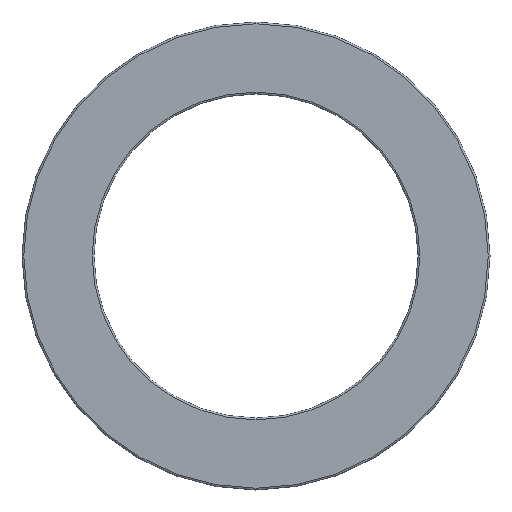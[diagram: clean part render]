
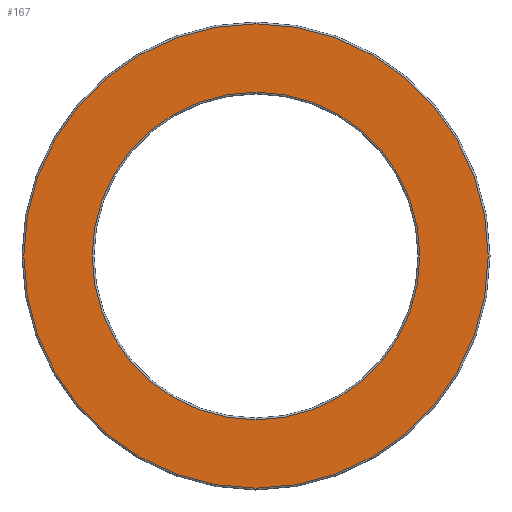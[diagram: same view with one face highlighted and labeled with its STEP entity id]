
A CAD part, left-side view. The second image highlights one B-rep face of the part: STEP entity #167.
In plain terms, the highlighted planar face has unit normal (-1, 0, 0).
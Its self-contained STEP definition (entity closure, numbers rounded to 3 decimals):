
#19 = DIRECTION ( 'NONE',  ( 1., 0., 0. ) ) ;
#21 = CIRCLE ( 'NONE', #243, 9.1 ) ;
#24 = DIRECTION ( 'NONE',  ( 1., 0., 0. ) ) ;
#25 = AXIS2_PLACEMENT_3D ( 'NONE', #315, #264, #245 ) ;
#40 = VERTEX_POINT ( 'NONE', #151 ) ;
#48 = CIRCLE ( 'NONE', #305, 12.9 ) ;
#63 = EDGE_CURVE ( 'NONE', #112, #266, #307, .T. ) ;
#70 = ORIENTED_EDGE ( 'NONE', *, *, #63, .T. ) ;
#94 = ORIENTED_EDGE ( 'NONE', *, *, #248, .T. ) ;
#104 = ORIENTED_EDGE ( 'NONE', *, *, #224, .T. ) ;
#111 = CARTESIAN_POINT ( 'NONE',  ( 0., 0., 9.1 ) ) ;
#112 = VERTEX_POINT ( 'NONE', #274 ) ;
#124 = VERTEX_POINT ( 'NONE', #333 ) ;
#127 = CARTESIAN_POINT ( 'NONE',  ( 0., 9., 0. ) ) ;
#129 = AXIS2_PLACEMENT_3D ( 'NONE', #158, #24, #321 ) ;
#149 = FACE_OUTER_BOUND ( 'NONE', #156, .T. ) ;
#151 = CARTESIAN_POINT ( 'NONE',  ( 0., 0., -12.9 ) ) ;
#156 = EDGE_LOOP ( 'NONE', ( #317, #94 ) ) ;
#158 = CARTESIAN_POINT ( 'NONE',  ( 0., 0., 0. ) ) ;
#167 = ADVANCED_FACE ( 'NONE', ( #149, #280 ), #254, .F. ) ;
#183 = DIRECTION ( 'NONE',  ( -1., 0., 0. ) ) ;
#184 = DIRECTION ( 'NONE',  ( 1., 0., 0. ) ) ;
#203 = AXIS2_PLACEMENT_3D ( 'NONE', #127, #19, #259 ) ;
#213 = CARTESIAN_POINT ( 'NONE',  ( 0., 0., 0. ) ) ;
#224 = EDGE_CURVE ( 'NONE', #266, #112, #21, .T. ) ;
#227 = CIRCLE ( 'NONE', #25, 12.9 ) ;
#243 = AXIS2_PLACEMENT_3D ( 'NONE', #213, #184, #338 ) ;
#245 = DIRECTION ( 'NONE',  ( 0., 0., -1. ) ) ;
#248 = EDGE_CURVE ( 'NONE', #124, #40, #227, .T. ) ;
#254 = PLANE ( 'NONE',  #203 ) ;
#259 = DIRECTION ( 'NONE',  ( 0., 0., -1. ) ) ;
#264 = DIRECTION ( 'NONE',  ( -1., 0., 0. ) ) ;
#266 = VERTEX_POINT ( 'NONE', #111 ) ;
#269 = EDGE_LOOP ( 'NONE', ( #70, #104 ) ) ;
#274 = CARTESIAN_POINT ( 'NONE',  ( 0., 0., -9.1 ) ) ;
#280 = FACE_BOUND ( 'NONE', #269, .T. ) ;
#283 = EDGE_CURVE ( 'NONE', #40, #124, #48, .T. ) ;
#286 = CARTESIAN_POINT ( 'NONE',  ( 0., 0., 0. ) ) ;
#305 = AXIS2_PLACEMENT_3D ( 'NONE', #286, #183, #339 ) ;
#307 = CIRCLE ( 'NONE', #129, 9.1 ) ;
#315 = CARTESIAN_POINT ( 'NONE',  ( 0., 0., 0. ) ) ;
#317 = ORIENTED_EDGE ( 'NONE', *, *, #283, .T. ) ;
#321 = DIRECTION ( 'NONE',  ( 0., 0., -1. ) ) ;
#333 = CARTESIAN_POINT ( 'NONE',  ( 0., 0., 12.9 ) ) ;
#338 = DIRECTION ( 'NONE',  ( 0., 0., -1. ) ) ;
#339 = DIRECTION ( 'NONE',  ( 0., 0., -1. ) ) ;
